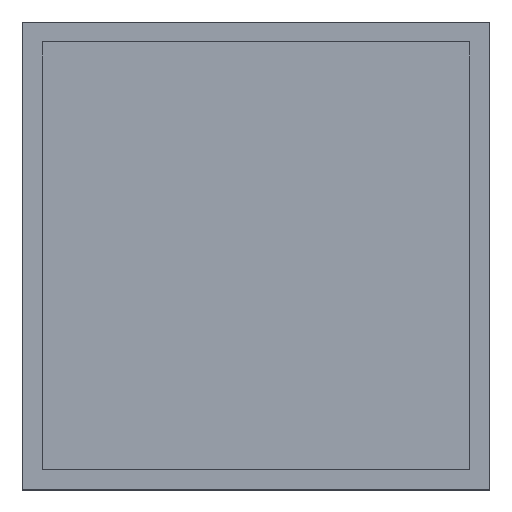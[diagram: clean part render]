
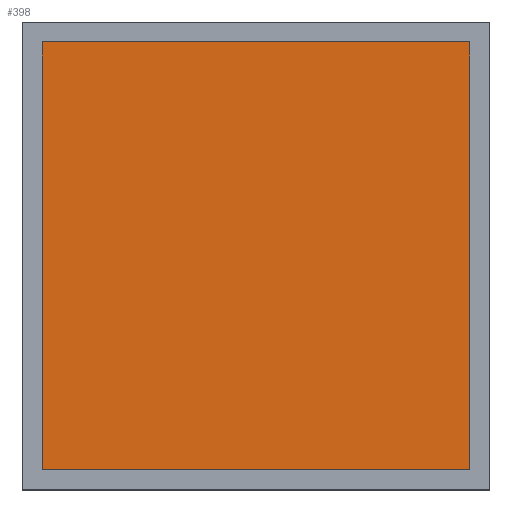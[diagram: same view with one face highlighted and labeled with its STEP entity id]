
A CAD part, top view. The second image highlights one B-rep face of the part: STEP entity #398.
In plain terms, the highlighted planar face has unit normal (0, 0, 1).
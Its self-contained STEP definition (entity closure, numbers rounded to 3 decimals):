
#39=PLANE('',#438);
#62=FACE_OUTER_BOUND('',#87,.T.);
#87=EDGE_LOOP('',(#368,#369,#370,#371));
#128=LINE('',#631,#177);
#131=LINE('',#637,#180);
#134=LINE('',#643,#183);
#137=LINE('',#647,#186);
#177=VECTOR('',#521,10.);
#180=VECTOR('',#526,10.);
#183=VECTOR('',#531,10.);
#186=VECTOR('',#536,10.);
#217=VERTEX_POINT('',#628);
#218=VERTEX_POINT('',#630);
#220=VERTEX_POINT('',#636);
#222=VERTEX_POINT('',#642);
#264=EDGE_CURVE('',#218,#217,#128,.T.);
#267=EDGE_CURVE('',#220,#218,#131,.T.);
#270=EDGE_CURVE('',#222,#220,#134,.T.);
#273=EDGE_CURVE('',#217,#222,#137,.T.);
#368=ORIENTED_EDGE('',*,*,#273,.T.);
#369=ORIENTED_EDGE('',*,*,#270,.T.);
#370=ORIENTED_EDGE('',*,*,#267,.T.);
#371=ORIENTED_EDGE('',*,*,#264,.T.);
#398=ADVANCED_FACE('',(#62),#39,.T.);
#438=AXIS2_PLACEMENT_3D('',#648,#537,#538);
#521=DIRECTION('',(0.,1.,0.));
#526=DIRECTION('',(1.,0.,0.));
#531=DIRECTION('',(0.,-1.,0.));
#536=DIRECTION('',(-1.,0.,0.));
#537=DIRECTION('center_axis',(0.,0.,1.));
#538=DIRECTION('ref_axis',(1.,0.,0.));
#628=CARTESIAN_POINT('',(1.6,1.6,1.2));
#630=CARTESIAN_POINT('',(1.6,-1.6,1.2));
#631=CARTESIAN_POINT('',(1.6,1.6,1.2));
#636=CARTESIAN_POINT('',(-1.6,-1.6,1.2));
#637=CARTESIAN_POINT('',(1.6,-1.6,1.2));
#642=CARTESIAN_POINT('',(-1.6,1.6,1.2));
#643=CARTESIAN_POINT('',(-1.6,-1.6,1.2));
#647=CARTESIAN_POINT('',(-1.6,1.6,1.2));
#648=CARTESIAN_POINT('Origin',(0.,0.,1.2));
